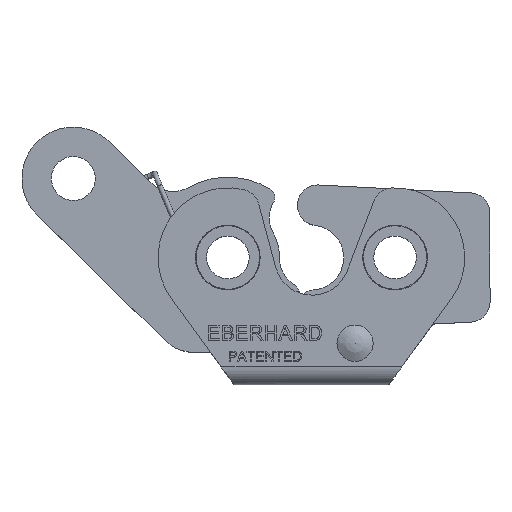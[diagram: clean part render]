
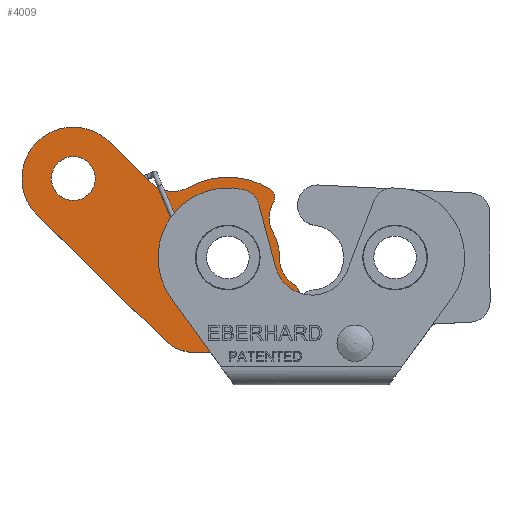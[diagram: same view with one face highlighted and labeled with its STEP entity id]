
A CAD part, top view. The second image highlights one B-rep face of the part: STEP entity #4009.
In plain terms, the highlighted planar face has unit normal (0, 0, 1).
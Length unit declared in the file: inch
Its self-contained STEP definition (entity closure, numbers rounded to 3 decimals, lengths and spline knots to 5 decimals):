
#3545=CARTESIAN_POINT('',(-0.31118,-0.0001,-0.1785));
#3546=VERTEX_POINT('',#3545);
#3547=CARTESIAN_POINT('',(-0.50742,-0.00211,-0.1785));
#3548=DIRECTION('',(0.,0.,-1.0));
#3549=DIRECTION('',(-1.,-0.01,0.));
#3550=AXIS2_PLACEMENT_3D('',#3547,#3548,#3549);
#3551=CIRCLE('',#3550,0.19625);
#3552=EDGE_CURVE('',#3546,#3546,#3551,.T.);
#3573=CARTESIAN_POINT('',(-1.30607,0.47775,-0.1785));
#3574=VERTEX_POINT('',#3573);
#3575=CARTESIAN_POINT('',(-1.43856,0.47639,-0.1785));
#3576=DIRECTION('',(0.,0.,-1.0));
#3577=DIRECTION('',(-1.,-0.01,0.));
#3578=AXIS2_PLACEMENT_3D('',#3575,#3576,#3577);
#3579=CIRCLE('',#3578,0.1325);
#3580=EDGE_CURVE('',#3574,#3574,#3579,.T.);
#3593=CARTESIAN_POINT('',(-0.2539,0.41341,-0.1785));
#3594=VERTEX_POINT('',#3593);
#3595=CARTESIAN_POINT('',(-0.22905,0.34091,-0.1785));
#3596=VERTEX_POINT('',#3595);
#3597=CARTESIAN_POINT('',(-0.28515,0.36219,-0.1785));
#3598=DIRECTION('',(0.,0.,-1.0));
#3599=DIRECTION('',(0.786,-0.619,0.));
#3600=AXIS2_PLACEMENT_3D('',#3597,#3598,#3599);
#3601=CIRCLE('',#3600,0.06);
#3602=EDGE_CURVE('',#3594,#3596,#3601,.T.);
#3625=CARTESIAN_POINT('',(-0.23453,0.14914,-0.1785));
#3626=VERTEX_POINT('',#3625);
#3627=CARTESIAN_POINT('',(-0.06989,0.24039,-0.1785));
#3628=DIRECTION('',(0.,0.,1.0));
#3629=DIRECTION('',(0.846,-0.534,0.));
#3630=AXIS2_PLACEMENT_3D('',#3627,#3628,#3629);
#3631=CIRCLE('',#3630,0.18824);
#3632=EDGE_CURVE('',#3596,#3626,#3631,.T.);
#3650=CARTESIAN_POINT('',(-0.19543,0.00017,-0.1785));
#3651=VERTEX_POINT('',#3650);
#3652=CARTESIAN_POINT('',(-0.50742,-0.00211,-0.1785));
#3653=DIRECTION('',(0.,0.,-1.0));
#3654=DIRECTION('',(1.,-0.015,0.));
#3655=AXIS2_PLACEMENT_3D('',#3652,#3653,#3654);
#3656=CIRCLE('',#3655,0.312);
#3657=EDGE_CURVE('',#3626,#3651,#3656,.T.);
#3675=CARTESIAN_POINT('',(-0.10584,-0.16425,-0.1785));
#3676=VERTEX_POINT('',#3675);
#3677=CARTESIAN_POINT('',(-0.00737,-0.00398,-0.1785));
#3678=DIRECTION('',(0.,0.,1.0));
#3679=DIRECTION('',(1.,-0.022,0.));
#3680=AXIS2_PLACEMENT_3D('',#3677,#3678,#3679);
#3681=CIRCLE('',#3680,0.1881);
#3682=EDGE_CURVE('',#3651,#3676,#3681,.T.);
#3710=CARTESIAN_POINT('',(-0.0869,-0.24791,-0.1785));
#3711=VERTEX_POINT('',#3710);
#3712=CARTESIAN_POINT('',(-0.13721,-0.21532,-0.1785));
#3713=DIRECTION('',(0.,0.,-1.0));
#3714=DIRECTION('',(0.839,-0.544,0.));
#3715=AXIS2_PLACEMENT_3D('',#3712,#3713,#3714);
#3716=CIRCLE('',#3715,0.05994);
#3717=EDGE_CURVE('',#3676,#3711,#3716,.T.);
#3752=CARTESIAN_POINT('',(0.00775,-0.4401,-0.1785));
#3753=VERTEX_POINT('',#3752);
#3754=CARTESIAN_POINT('',(0.01783,-0.31574,-0.1785));
#3755=DIRECTION('',(0.,0.,1.0));
#3756=DIRECTION('',(0.839,-0.544,0.));
#3757=AXIS2_PLACEMENT_3D('',#3754,#3755,#3756);
#3758=CIRCLE('',#3757,0.12478);
#3759=EDGE_CURVE('',#3711,#3753,#3758,.T.);
#3785=CARTESIAN_POINT('',(0.00337,-0.5639,-0.1785));
#3786=VERTEX_POINT('',#3785);
#3787=CARTESIAN_POINT('',(0.00274,-0.5019,-0.1785));
#3788=DIRECTION('',(0.,0.,-1.0));
#3789=DIRECTION('',(0.01,-1.,0.));
#3790=AXIS2_PLACEMENT_3D('',#3787,#3788,#3789);
#3791=CIRCLE('',#3790,0.062);
#3792=EDGE_CURVE('',#3753,#3786,#3791,.T.);
#3817=CARTESIAN_POINT('',(-0.70759,-0.57119,-0.1785));
#3818=VERTEX_POINT('',#3817);
#3819=CARTESIAN_POINT('',(0.00337,-0.5639,-0.1785));
#3820=DIRECTION('',(-1.,-0.01,0.0));
#3821=VECTOR('',#3820,0.711);
#3822=LINE('',#3819,#3821);
#3823=EDGE_CURVE('',#3786,#3818,#3822,.T.);
#3846=CARTESIAN_POINT('',(-0.88511,-0.49979,-0.1785));
#3847=VERTEX_POINT('',#3846);
#3848=CARTESIAN_POINT('',(-0.71016,-0.32121,-0.1785));
#3849=DIRECTION('',(0.,0.,-1.0));
#3850=DIRECTION('',(-0.7,-0.714,0.));
#3851=AXIS2_PLACEMENT_3D('',#3848,#3849,#3850);
#3852=CIRCLE('',#3851,0.25);
#3853=EDGE_CURVE('',#3818,#3847,#3852,.T.);
#3871=CARTESIAN_POINT('',(-1.6555,0.25495,-0.1785));
#3872=VERTEX_POINT('',#3871);
#3873=CARTESIAN_POINT('',(-0.88511,-0.49979,-0.1785));
#3874=DIRECTION('',(-0.714,0.7,0.0));
#3875=VECTOR('',#3874,1.07849);
#3876=LINE('',#3873,#3875);
#3877=EDGE_CURVE('',#3847,#3872,#3876,.T.);
#3895=CARTESIAN_POINT('',(-1.22162,0.69783,-0.1785));
#3896=VERTEX_POINT('',#3895);
#3897=CARTESIAN_POINT('',(-1.43856,0.47639,-0.1785));
#3898=DIRECTION('',(0.,0.,-1.0));
#3899=DIRECTION('',(0.7,0.714,0.));
#3900=AXIS2_PLACEMENT_3D('',#3897,#3898,#3899);
#3901=CIRCLE('',#3900,0.31);
#3902=EDGE_CURVE('',#3872,#3896,#3901,.T.);
#3920=CARTESIAN_POINT('',(-0.97113,0.45244,-0.1785));
#3921=VERTEX_POINT('',#3920);
#3922=CARTESIAN_POINT('',(-1.22162,0.69783,-0.1785));
#3923=DIRECTION('',(0.714,-0.7,0.0));
#3924=VECTOR('',#3923,0.35066);
#3925=LINE('',#3922,#3924);
#3926=EDGE_CURVE('',#3896,#3921,#3925,.T.);
#3944=CARTESIAN_POINT('',(-0.74547,0.42246,-0.1785));
#3945=VERTEX_POINT('',#3944);
#3946=CARTESIAN_POINT('',(-0.8383,0.58803,-0.1785));
#3947=DIRECTION('',(0.,0.,1.0));
#3948=DIRECTION('',(0.7,0.714,0.));
#3949=AXIS2_PLACEMENT_3D('',#3946,#3947,#3948);
#3950=CIRCLE('',#3949,0.18981);
#3951=EDGE_CURVE('',#3921,#3945,#3950,.T.);
#3969=CARTESIAN_POINT('',(-0.50742,-0.00211,-0.1785));
#3970=DIRECTION('',(0.,0.,-1.0));
#3971=DIRECTION('',(0.521,0.854,0.));
#3972=AXIS2_PLACEMENT_3D('',#3969,#3970,#3971);
#3973=CIRCLE('',#3972,0.48676);
#3974=EDGE_CURVE('',#3945,#3594,#3973,.T.);
#3982=CARTESIAN_POINT('',(-0.82073,0.06657,-0.1785));
#3983=DIRECTION('',(0.0,0.0,1.0));
#3984=DIRECTION('',(1.,0.01,0.0));
#3985=AXIS2_PLACEMENT_3D('',#3982,#3983,#3984);
#3986=PLANE('',#3985);
#3987=ORIENTED_EDGE('',*,*,#3602,.F.);
#3988=ORIENTED_EDGE('',*,*,#3974,.F.);
#3989=ORIENTED_EDGE('',*,*,#3951,.F.);
#3990=ORIENTED_EDGE('',*,*,#3926,.F.);
#3991=ORIENTED_EDGE('',*,*,#3902,.F.);
#3992=ORIENTED_EDGE('',*,*,#3877,.F.);
#3993=ORIENTED_EDGE('',*,*,#3853,.F.);
#3994=ORIENTED_EDGE('',*,*,#3823,.F.);
#3995=ORIENTED_EDGE('',*,*,#3792,.F.);
#3996=ORIENTED_EDGE('',*,*,#3759,.F.);
#3997=ORIENTED_EDGE('',*,*,#3717,.F.);
#3998=ORIENTED_EDGE('',*,*,#3682,.F.);
#3999=ORIENTED_EDGE('',*,*,#3657,.F.);
#4000=ORIENTED_EDGE('',*,*,#3632,.F.);
#4001=EDGE_LOOP('',(#3987,#3988,#3989,#3990,#3991,#3992,#3993,#3994,#3995,#3996,#3997,#3998,#3999,#4000));
#4002=FACE_OUTER_BOUND('',#4001,.T.);
#4003=ORIENTED_EDGE('',*,*,#3552,.T.);
#4004=EDGE_LOOP('',(#4003));
#4005=FACE_BOUND('',#4004,.T.);
#4006=ORIENTED_EDGE('',*,*,#3580,.T.);
#4007=EDGE_LOOP('',(#4006));
#4008=FACE_BOUND('',#4007,.T.);
#4009=ADVANCED_FACE('',(#4002,#4005,#4008),#3986,.T.);
